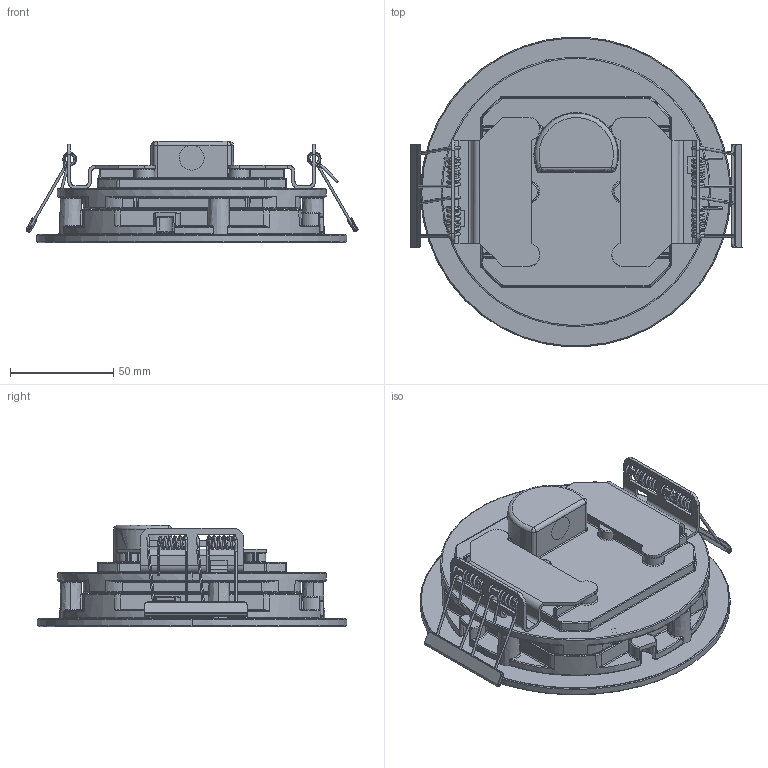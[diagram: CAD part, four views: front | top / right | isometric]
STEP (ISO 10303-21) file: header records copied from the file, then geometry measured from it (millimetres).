
FILE_DESCRIPTION(/* description */ (''),/* implementation_level */ '2;1');
FILE_NAME(/* name */ 'T4201700_EGO 150 VETRO DL FLAT TONDO',/* time_stamp */ '2018-02-05T10:06:45+01:00',/* author */ (''),/* organization */ (''),/* preprocessor_version */ 'ST-DEVELOPER v15',/* originating_system */ '',/* authorisation */ '');
FILE_SCHEMA (('CONFIG_CONTROL_DESIGN'));
Length unit declared in the file: millimetre
Products named in the file (1): Document
Bounding box: 160.68 x 149.68 x 49.1 mm (x, y, z)
Volume: 84976.4 mm3; surface area: 148566.1 mm2
Topology: 10 solids, 464 shells, 1366 faces, 4492 edges, 3428 vertices
Faces by surface type: bspline 1094, plane 272
Entity records: 81062 total; most frequent: CARTESIAN_POINT 59080, ORIENTED_EDGE 6573, EDGE_CURVE 4395, VERTEX_POINT 3428, B_SPLINE_CURVE_WITH_KNOTS 1633, EDGE_LOOP 1378, ADVANCED_FACE 1360, FACE_OUTER_BOUND 1360
